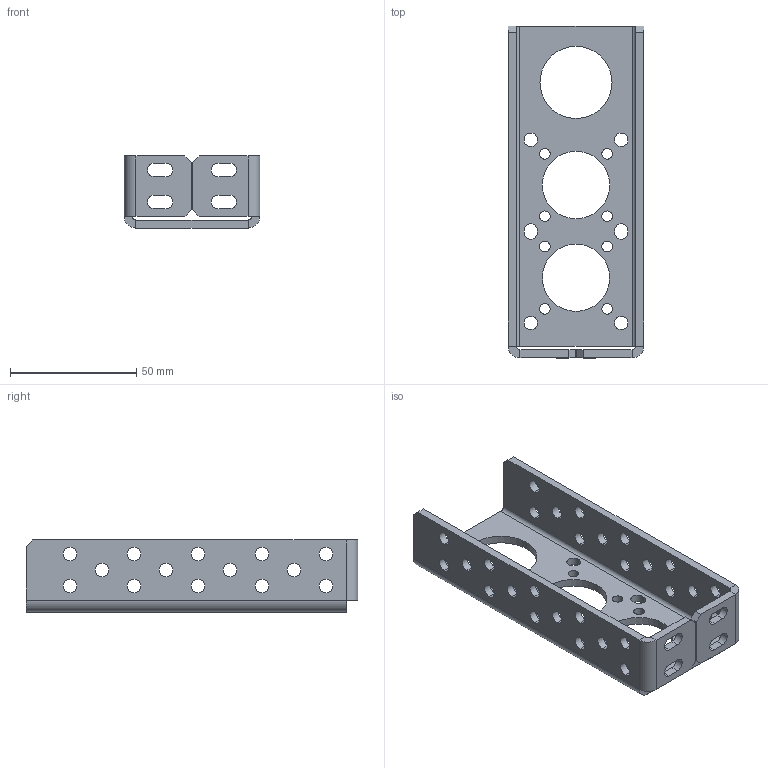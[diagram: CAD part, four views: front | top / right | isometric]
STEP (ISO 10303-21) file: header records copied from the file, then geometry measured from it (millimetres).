
FILE_DESCRIPTION (( 'STEP AP203' ), '1' );
FILE_NAME ('am-3311a Intake Motor Mount Bracket.STEP', '2018-10-04T20:37:16', ( '' ), ( '' ), 'SwSTEP 2.0', 'SolidWorks 2018', '' );
FILE_SCHEMA (( 'CONFIG_CONTROL_DESIGN' ));
Length unit declared in the file: inch
Products named in the file (1): am-3311a Intake Motor Mount Bracket
Bounding box: 53.85 x 131.7 x 28.57 mm (x, y, z)
Volume: 36153.9 mm3; surface area: 27844.2 mm2
Topology: 1 solids, 1 shells, 158 faces, 436 edges, 280 vertices
Faces by surface type: cylinder 110, plane 48
Entity records: 5379 total; most frequent: DIRECTION 974, CARTESIAN_POINT 875, ORIENTED_EDGE 872, EDGE_CURVE 436, AXIS2_PLACEMENT_3D 379, VERTEX_POINT 280, EDGE_LOOP 256, CIRCLE 220
